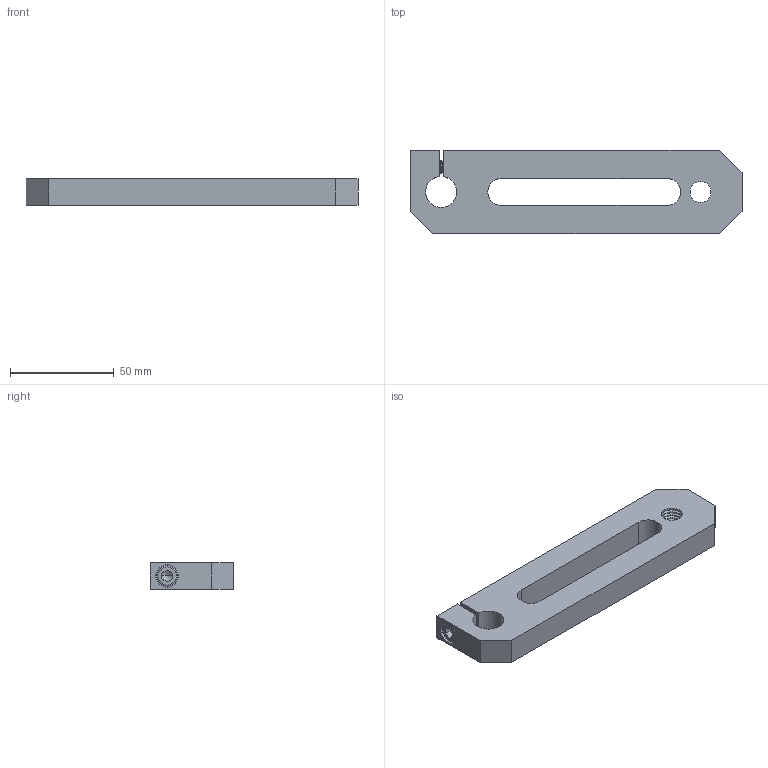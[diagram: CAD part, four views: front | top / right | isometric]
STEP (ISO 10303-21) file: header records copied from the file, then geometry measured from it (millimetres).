
FILE_DESCRIPTION(('STEP AP214'),'1');
FILE_NAME(' ',' ',('TraceParts'),('TraceParts S.A.'),'XStep 1.0',' ',' ');
FILE_SCHEMA(('automotive_design'));
Length unit declared in the file: millimetre
Products named in the file (1): 1
Bounding box: 160 x 40 x 13 mm (x, y, z)
Volume: 61688.5 mm3; surface area: 19179.3 mm2
Topology: 1 solids, 1 shells, 129 faces, 283 edges, 157 vertices
Faces by surface type: torus 38, cone 38, cylinder 31, plane 22
Entity records: 6733 total; most frequent: DIRECTION 689, CARTESIAN_POINT 584, STYLED_ITEM 568, PRESENTATION_STYLE_ASSIGNMENT 568, COLOUR_RGB 568, ORIENTED_EDGE 562, AXIS2_PLACEMENT_3D 286, EDGE_CURVE 281
